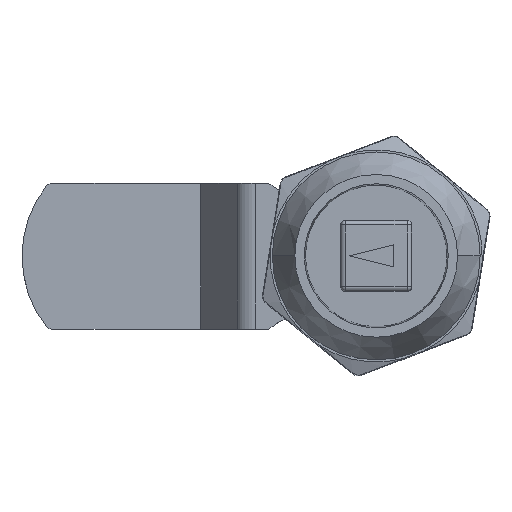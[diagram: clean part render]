
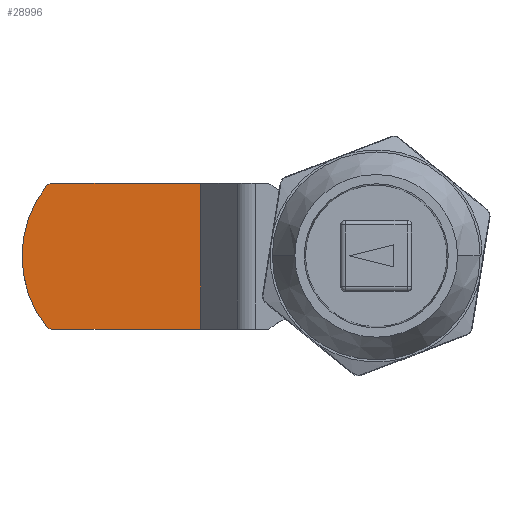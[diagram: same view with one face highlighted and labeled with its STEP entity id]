
A CAD part, top view. The second image highlights one B-rep face of the part: STEP entity #28996.
In plain terms, the highlighted planar face has unit normal (0, 0, 1).
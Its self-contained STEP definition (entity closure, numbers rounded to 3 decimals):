
#349 = ORIENTED_EDGE ( 'NONE', *, *, #29804, .T. ) ;
#728 = AXIS2_PLACEMENT_3D ( 'NONE', #16835, #16612, #40829 ) ;
#1572 = ORIENTED_EDGE ( 'NONE', *, *, #8262, .T. ) ;
#4940 = VERTEX_POINT ( 'NONE', #43743 ) ;
#5258 = DIRECTION ( 'NONE',  ( 0., -1., 0. ) ) ;
#5281 = ORIENTED_EDGE ( 'NONE', *, *, #9210, .F. ) ;
#7665 = EDGE_CURVE ( 'NONE', #30699, #30120, #28528, .T. ) ;
#8068 = DIRECTION ( 'NONE',  ( 0., 0., 1. ) ) ;
#8128 = DIRECTION ( 'NONE',  ( 0., 0., 1. ) ) ;
#8262 = EDGE_CURVE ( 'NONE', #30699, #13163, #11344, .T. ) ;
#9210 = EDGE_CURVE ( 'NONE', #4940, #21333, #13025, .T. ) ;
#9454 = ORIENTED_EDGE ( 'NONE', *, *, #27699, .F. ) ;
#9714 = DIRECTION ( 'NONE',  ( 0., 0., -1. ) ) ;
#11197 = EDGE_CURVE ( 'NONE', #21333, #24161, #25226, .T. ) ;
#11344 = CIRCLE ( 'NONE', #20666, 1. ) ;
#12119 = AXIS2_PLACEMENT_3D ( 'NONE', #34555, #8068, #31833 ) ;
#12957 = CARTESIAN_POINT ( 'NONE',  ( -37.362, -7.862, -23.5 ) ) ;
#13025 = LINE ( 'NONE', #13246, #34270 ) ;
#13163 = VERTEX_POINT ( 'NONE', #29442 ) ;
#13246 = CARTESIAN_POINT ( 'NONE',  ( -33.611, 8.25, -23.5 ) ) ;
#13610 = CIRCLE ( 'NONE', #12119, 1. ) ;
#13965 = LINE ( 'NONE', #33700, #41544 ) ;
#16554 = VECTOR ( 'NONE', #5258, 1000. ) ;
#16612 = DIRECTION ( 'NONE',  ( 0., 0., 1. ) ) ;
#16835 = CARTESIAN_POINT ( 'NONE',  ( -4.029, 13.846, -23.5 ) ) ;
#20666 = AXIS2_PLACEMENT_3D ( 'NONE', #25168, #8128, #21792 ) ;
#20939 = CARTESIAN_POINT ( 'NONE',  ( -19.858, -8.25, -23.5 ) ) ;
#21333 = VERTEX_POINT ( 'NONE', #38522 ) ;
#21792 = DIRECTION ( 'NONE',  ( 1., 0., 0. ) ) ;
#23382 = DIRECTION ( 'NONE',  ( 1., 0., 0. ) ) ;
#24161 = VERTEX_POINT ( 'NONE', #20939 ) ;
#24985 = AXIS2_PLACEMENT_3D ( 'NONE', #43802, #9714, #23382 ) ;
#25168 = CARTESIAN_POINT ( 'NONE',  ( -36.572, -7.25, -23.5 ) ) ;
#25226 = LINE ( 'NONE', #42932, #16554 ) ;
#27699 = EDGE_CURVE ( 'NONE', #24161, #13163, #13965, .T. ) ;
#28528 = CIRCLE ( 'NONE', #24985, 12.844 ) ;
#28996 = ADVANCED_FACE ( 'NONE', ( #32532 ), #39495, .T. ) ;
#29355 = ORIENTED_EDGE ( 'NONE', *, *, #7665, .F. ) ;
#29442 = CARTESIAN_POINT ( 'NONE',  ( -36.572, -8.25, -23.5 ) ) ;
#29804 = EDGE_CURVE ( 'NONE', #4940, #30120, #13610, .T. ) ;
#30120 = VERTEX_POINT ( 'NONE', #43258 ) ;
#30699 = VERTEX_POINT ( 'NONE', #12957 ) ;
#31833 = DIRECTION ( 'NONE',  ( 1., 0., 0. ) ) ;
#32532 = FACE_OUTER_BOUND ( 'NONE', #35187, .T. ) ;
#33700 = CARTESIAN_POINT ( 'NONE',  ( -33.611, -8.25, -23.5 ) ) ;
#33923 = DIRECTION ( 'NONE',  ( -1., 0., 0. ) ) ;
#34270 = VECTOR ( 'NONE', #37704, 1000. ) ;
#34555 = CARTESIAN_POINT ( 'NONE',  ( -36.572, 7.25, -23.5 ) ) ;
#35187 = EDGE_LOOP ( 'NONE', ( #37729, #5281, #349, #29355, #1572, #9454 ) ) ;
#37704 = DIRECTION ( 'NONE',  ( 1., 0., 0. ) ) ;
#37729 = ORIENTED_EDGE ( 'NONE', *, *, #11197, .F. ) ;
#38522 = CARTESIAN_POINT ( 'NONE',  ( -19.858, 8.25, -23.5 ) ) ;
#39495 = PLANE ( 'NONE',  #728 ) ;
#40829 = DIRECTION ( 'NONE',  ( 1., 0., 0. ) ) ;
#41544 = VECTOR ( 'NONE', #33923, 1000. ) ;
#42932 = CARTESIAN_POINT ( 'NONE',  ( -19.858, 13.846, -23.5 ) ) ;
#43258 = CARTESIAN_POINT ( 'NONE',  ( -37.362, 7.862, -23.5 ) ) ;
#43743 = CARTESIAN_POINT ( 'NONE',  ( -36.572, 8.25, -23.5 ) ) ;
#43802 = CARTESIAN_POINT ( 'NONE',  ( -27.206, 0., -23.5 ) ) ;
